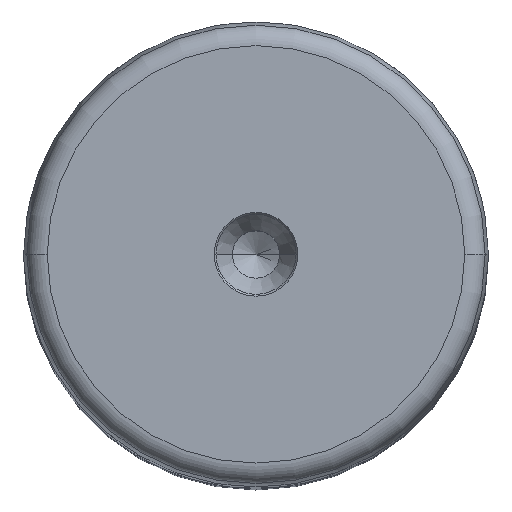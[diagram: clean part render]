
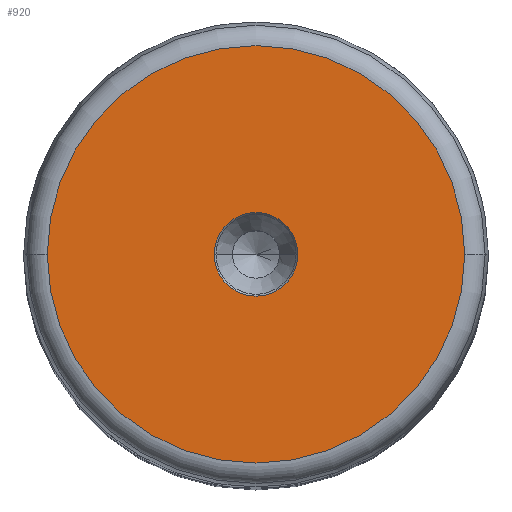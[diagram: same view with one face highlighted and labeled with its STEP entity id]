
A CAD part, top view. The second image highlights one B-rep face of the part: STEP entity #920.
In plain terms, the highlighted planar face has unit normal (0, 0, 1).
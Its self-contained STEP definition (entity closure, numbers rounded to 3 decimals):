
#14 = CARTESIAN_POINT ( 'NONE',  ( 0., 0., 400. ) ) ;
#102 = CARTESIAN_POINT ( 'NONE',  ( -9., 0., 400. ) ) ;
#123 = CIRCLE ( 'NONE', #2255, 44.9 ) ;
#142 = CARTESIAN_POINT ( 'NONE',  ( 0., 0., 400. ) ) ;
#177 = CARTESIAN_POINT ( 'NONE',  ( 0., 0., 400. ) ) ;
#182 = VERTEX_POINT ( 'NONE', #1275 ) ;
#190 = DIRECTION ( 'NONE',  ( 0., 0., 1. ) ) ;
#289 = DIRECTION ( 'NONE',  ( -1., 0., 0. ) ) ;
#329 = FACE_BOUND ( 'NONE', #1731, .T. ) ;
#343 = ORIENTED_EDGE ( 'NONE', *, *, #3275, .T. ) ;
#386 = VERTEX_POINT ( 'NONE', #102 ) ;
#462 = CARTESIAN_POINT ( 'NONE',  ( -44.9, 0., 400. ) ) ;
#682 = AXIS2_PLACEMENT_3D ( 'NONE', #142, #1788, #990 ) ;
#714 = CARTESIAN_POINT ( 'NONE',  ( 0., 0., 400. ) ) ;
#725 = AXIS2_PLACEMENT_3D ( 'NONE', #714, #190, #2305 ) ;
#742 = AXIS2_PLACEMENT_3D ( 'NONE', #14, #1887, #289 ) ;
#883 = CIRCLE ( 'NONE', #725, 44.9 ) ;
#920 = ADVANCED_FACE ( 'NONE', ( #329, #1674 ), #1223, .T. ) ;
#944 = DIRECTION ( 'NONE',  ( 0., 0., -1. ) ) ;
#946 = EDGE_CURVE ( 'NONE', #182, #1509, #883, .T. ) ;
#982 = ORIENTED_EDGE ( 'NONE', *, *, #1249, .T. ) ;
#990 = DIRECTION ( 'NONE',  ( 1., 0., 0. ) ) ;
#1071 = CIRCLE ( 'NONE', #742, 9. ) ;
#1124 = DIRECTION ( 'NONE',  ( 0., 0., 1. ) ) ;
#1223 = PLANE ( 'NONE',  #682 ) ;
#1249 = EDGE_CURVE ( 'NONE', #386, #1492, #1071, .T. ) ;
#1275 = CARTESIAN_POINT ( 'NONE',  ( 44.9, 0., 400. ) ) ;
#1492 = VERTEX_POINT ( 'NONE', #1532 ) ;
#1509 = VERTEX_POINT ( 'NONE', #462 ) ;
#1532 = CARTESIAN_POINT ( 'NONE',  ( 9., 0., 400. ) ) ;
#1674 = FACE_OUTER_BOUND ( 'NONE', #1734, .T. ) ;
#1731 = EDGE_LOOP ( 'NONE', ( #982, #2176 ) ) ;
#1734 = EDGE_LOOP ( 'NONE', ( #2081, #343 ) ) ;
#1788 = DIRECTION ( 'NONE',  ( 0., 0., 1. ) ) ;
#1887 = DIRECTION ( 'NONE',  ( 0., 0., -1. ) ) ;
#1934 = DIRECTION ( 'NONE',  ( 1., 0., 0. ) ) ;
#2081 = ORIENTED_EDGE ( 'NONE', *, *, #946, .T. ) ;
#2176 = ORIENTED_EDGE ( 'NONE', *, *, #2889, .T. ) ;
#2255 = AXIS2_PLACEMENT_3D ( 'NONE', #3216, #1124, #1934 ) ;
#2305 = DIRECTION ( 'NONE',  ( 1., 0., 0. ) ) ;
#2509 = DIRECTION ( 'NONE',  ( -1., 0., 0. ) ) ;
#2889 = EDGE_CURVE ( 'NONE', #1492, #386, #2993, .T. ) ;
#2897 = AXIS2_PLACEMENT_3D ( 'NONE', #177, #944, #2509 ) ;
#2993 = CIRCLE ( 'NONE', #2897, 9. ) ;
#3216 = CARTESIAN_POINT ( 'NONE',  ( 0., 0., 400. ) ) ;
#3275 = EDGE_CURVE ( 'NONE', #1509, #182, #123, .T. ) ;
